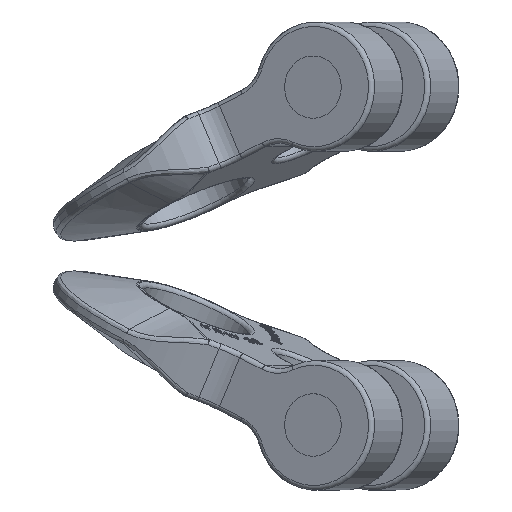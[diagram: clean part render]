
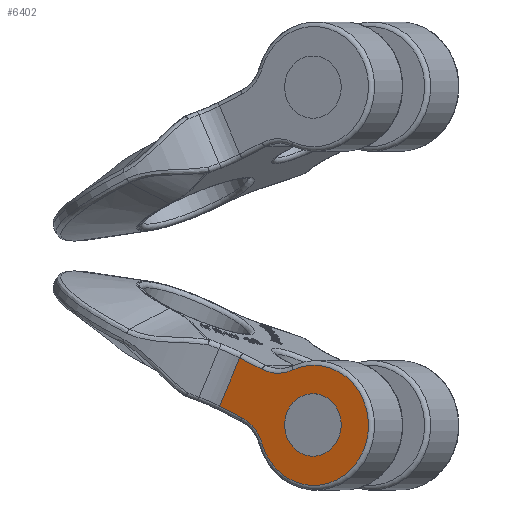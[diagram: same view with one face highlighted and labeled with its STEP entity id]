
A CAD part, left-side view. The second image highlights one B-rep face of the part: STEP entity #6402.
In plain terms, the highlighted planar face has unit normal (-0.906, 0.423, 0).
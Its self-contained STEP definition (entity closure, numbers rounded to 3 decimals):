
#2367=LINE('',#24458,#3467);
#2368=LINE('',#24460,#3468);
#2369=LINE('',#24462,#3469);
#3467=VECTOR('',#20418,1.);
#3468=VECTOR('',#20419,1.);
#3469=VECTOR('',#20420,1.);
#4965=PLANE('',#19351);
#5349=FACE_OUTER_BOUND('',#7710,.T.);
#6402=ADVANCED_FACE('',(#5349,#7575),#4965,.F.);
#7575=FACE_BOUND('',#7711,.T.);
#7710=EDGE_LOOP('',(#9042,#9043,#9044,#9045,#9046,#9047));
#7711=EDGE_LOOP('',(#9048));
#9042=ORIENTED_EDGE('',*,*,#16344,.F.);
#9043=ORIENTED_EDGE('',*,*,#16345,.T.);
#9044=ORIENTED_EDGE('',*,*,#16346,.T.);
#9045=ORIENTED_EDGE('',*,*,#16347,.T.);
#9046=ORIENTED_EDGE('',*,*,#16348,.T.);
#9047=ORIENTED_EDGE('',*,*,#16349,.F.);
#9048=ORIENTED_EDGE('',*,*,#16350,.F.);
#14560=VERTEX_POINT('',#24452);
#14561=VERTEX_POINT('',#24453);
#14562=VERTEX_POINT('',#24455);
#14563=VERTEX_POINT('',#24457);
#14564=VERTEX_POINT('',#24459);
#14565=VERTEX_POINT('',#24461);
#14566=VERTEX_POINT('',#24464);
#16344=EDGE_CURVE('',#14560,#14561,#18950,.T.);
#16345=EDGE_CURVE('',#14560,#14562,#18951,.T.);
#16346=EDGE_CURVE('',#14562,#14563,#18952,.T.);
#16347=EDGE_CURVE('',#14563,#14564,#2367,.T.);
#16348=EDGE_CURVE('',#14564,#14565,#2368,.T.);
#16349=EDGE_CURVE('',#14561,#14565,#2369,.T.);
#16350=EDGE_CURVE('',#14566,#14566,#18953,.T.);
#18950=CIRCLE('',#19347,18.);
#18951=CIRCLE('',#19348,26.);
#18952=CIRCLE('',#19349,18.);
#18953=CIRCLE('',#19350,13.5);
#19347=AXIS2_PLACEMENT_3D('',#24451,#20412,#20413);
#19348=AXIS2_PLACEMENT_3D('',#24454,#20414,#20415);
#19349=AXIS2_PLACEMENT_3D('',#24456,#20416,#20417);
#19350=AXIS2_PLACEMENT_3D('',#24463,#20421,#20422);
#19351=AXIS2_PLACEMENT_3D('',#24465,#20423,#20424);
#20412=DIRECTION('',(-0.906,0.423,0.));
#20413=DIRECTION('',(0.383,0.821,0.423));
#20414=DIRECTION('',(-0.906,0.423,0.));
#20415=DIRECTION('',(0.383,0.821,0.423));
#20416=DIRECTION('',(0.906,-0.423,0.));
#20417=DIRECTION('',(0.383,0.821,0.423));
#20418=DIRECTION('',(0.383,0.821,0.423));
#20419=DIRECTION('',(0.179,0.383,-0.906));
#20420=DIRECTION('',(0.383,0.821,0.423));
#20421=DIRECTION('',(-0.906,0.423,0.));
#20422=DIRECTION('',(-0.179,-0.383,0.906));
#20423=DIRECTION('',(0.906,-0.423,0.));
#20424=DIRECTION('',(0.383,0.821,0.423));
#24451=CARTESIAN_POINT('',(-191.482,-325.197,-86.156));
#24452=CARTESIAN_POINT('',(-198.753,-340.789,-80.862));
#24453=CARTESIAN_POINT('',(-194.697,-332.091,-69.842));
#24454=CARTESIAN_POINT('',(-209.255,-363.311,-73.216));
#24455=CARTESIAN_POINT('',(-204.979,-354.143,-49.265));
#24456=CARTESIAN_POINT('',(-202.02,-347.795,-32.683));
#24457=CARTESIAN_POINT('',(-198.805,-340.901,-48.997));
#24458=CARTESIAN_POINT('',(-194.321,-331.285,-44.049));
#24459=CARTESIAN_POINT('',(-194.321,-331.285,-44.049));
#24460=CARTESIAN_POINT('',(-197.982,-339.137,-25.47));
#24461=CARTESIAN_POINT('',(-190.213,-322.476,-64.895));
#24462=CARTESIAN_POINT('',(-190.213,-322.476,-64.895));
#24463=CARTESIAN_POINT('',(-209.063,-362.901,-73.005));
#24464=CARTESIAN_POINT('',(-211.474,-368.071,-60.77));
#24465=CARTESIAN_POINT('',(-197.982,-339.137,-25.47));
